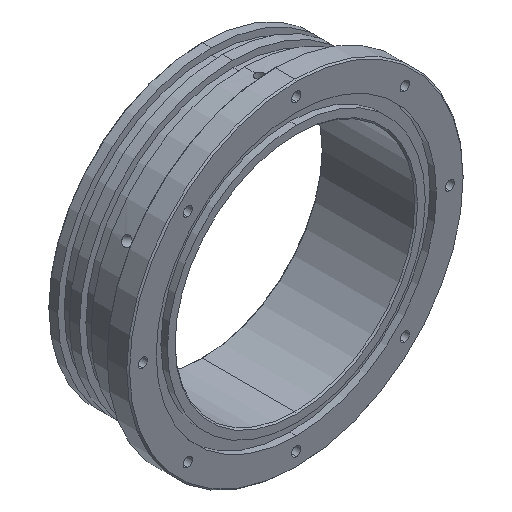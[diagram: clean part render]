
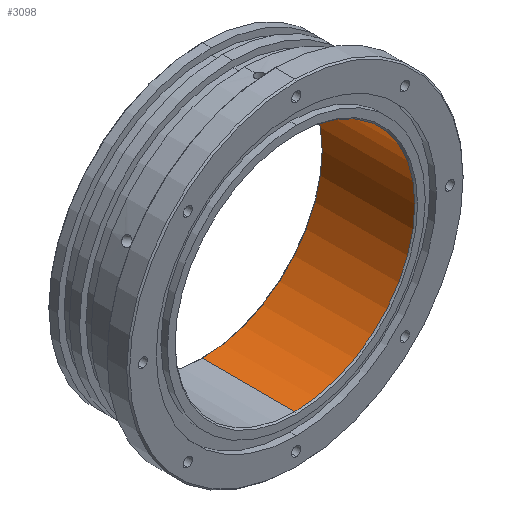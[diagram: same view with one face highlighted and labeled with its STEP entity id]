
A CAD part, isometric view. The second image highlights one B-rep face of the part: STEP entity #3098.
In plain terms, the highlighted cylindrical face has radius 42.75 mm (diameter 85.5 mm), a partial arc.
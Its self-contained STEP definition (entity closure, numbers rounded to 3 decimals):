
#57 = CARTESIAN_POINT ( 'NONE',  ( 0., 33.5, 42.75 ) ) ;
#79 = FACE_OUTER_BOUND ( 'NONE', #1239, .T. ) ;
#106 = DIRECTION ( 'NONE',  ( 0., 1., 0. ) ) ;
#177 = CIRCLE ( 'NONE', #1481, 42.75 ) ;
#306 = DIRECTION ( 'NONE',  ( 0., 1., 0. ) ) ;
#316 = VERTEX_POINT ( 'NONE', #1576 ) ;
#694 = ORIENTED_EDGE ( 'NONE', *, *, #1825, .T. ) ;
#699 = VECTOR ( 'NONE', #2285, 1000. ) ;
#1160 = LINE ( 'NONE', #3186, #1437 ) ;
#1239 = EDGE_LOOP ( 'NONE', ( #2630, #694, #2863, #1672 ) ) ;
#1321 = CARTESIAN_POINT ( 'NONE',  ( 0., 24., 0. ) ) ;
#1437 = VECTOR ( 'NONE', #106, 1000. ) ;
#1461 = EDGE_CURVE ( 'NONE', #316, #3033, #1160, .T. ) ;
#1481 = AXIS2_PLACEMENT_3D ( 'NONE', #2221, #3223, #2774 ) ;
#1511 = CARTESIAN_POINT ( 'NONE',  ( 0., 24., 42.75 ) ) ;
#1576 = CARTESIAN_POINT ( 'NONE',  ( 0., 0.5, -42.75 ) ) ;
#1603 = DIRECTION ( 'NONE',  ( 0., -1., 0. ) ) ;
#1672 = ORIENTED_EDGE ( 'NONE', *, *, #2110, .T. ) ;
#1717 = VERTEX_POINT ( 'NONE', #57 ) ;
#1805 = CYLINDRICAL_SURFACE ( 'NONE', #2199, 42.75 ) ;
#1825 = EDGE_CURVE ( 'NONE', #316, #2619, #2233, .T. ) ;
#2057 = DIRECTION ( 'NONE',  ( 0., 0., -1. ) ) ;
#2110 = EDGE_CURVE ( 'NONE', #1717, #3033, #177, .T. ) ;
#2118 = EDGE_CURVE ( 'NONE', #2619, #1717, #3029, .T. ) ;
#2199 = AXIS2_PLACEMENT_3D ( 'NONE', #1321, #306, #2817 ) ;
#2221 = CARTESIAN_POINT ( 'NONE',  ( 0., 33.5, 0. ) ) ;
#2233 = CIRCLE ( 'NONE', #2384, 42.75 ) ;
#2285 = DIRECTION ( 'NONE',  ( 0., 1., 0. ) ) ;
#2346 = CARTESIAN_POINT ( 'NONE',  ( 0., 0.5, 42.75 ) ) ;
#2384 = AXIS2_PLACEMENT_3D ( 'NONE', #2829, #1603, #2057 ) ;
#2619 = VERTEX_POINT ( 'NONE', #2346 ) ;
#2630 = ORIENTED_EDGE ( 'NONE', *, *, #1461, .F. ) ;
#2774 = DIRECTION ( 'NONE',  ( 0., 0., 1. ) ) ;
#2817 = DIRECTION ( 'NONE',  ( 0., 0., 1. ) ) ;
#2829 = CARTESIAN_POINT ( 'NONE',  ( 0., 0.5, 0. ) ) ;
#2863 = ORIENTED_EDGE ( 'NONE', *, *, #2118, .T. ) ;
#3004 = CARTESIAN_POINT ( 'NONE',  ( 0., 33.5, -42.75 ) ) ;
#3029 = LINE ( 'NONE', #1511, #699 ) ;
#3033 = VERTEX_POINT ( 'NONE', #3004 ) ;
#3098 = ADVANCED_FACE ( 'NONE', ( #79 ), #1805, .F. ) ;
#3186 = CARTESIAN_POINT ( 'NONE',  ( 0., 24., -42.75 ) ) ;
#3223 = DIRECTION ( 'NONE',  ( 0., 1., 0. ) ) ;
